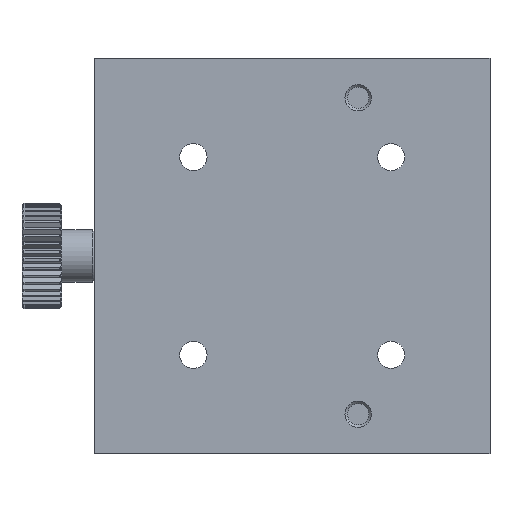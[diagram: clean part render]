
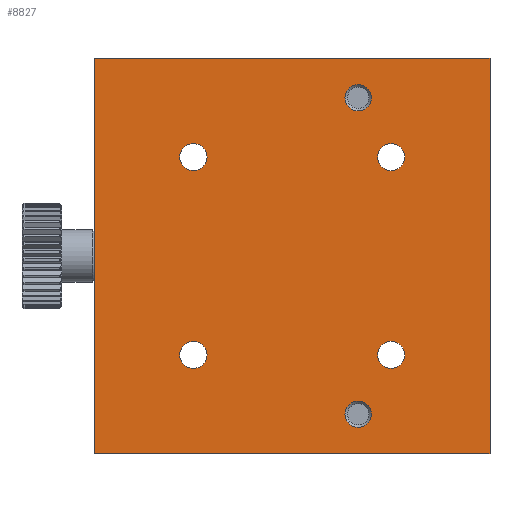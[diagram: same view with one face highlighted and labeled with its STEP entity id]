
A CAD part, front view. The second image highlights one B-rep face of the part: STEP entity #8827.
In plain terms, the highlighted planar face has unit normal (0, -1, 0).
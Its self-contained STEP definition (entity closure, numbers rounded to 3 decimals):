
#31 = ORIENTED_EDGE ( 'NONE', *, *, #660, .T. ) ;
#113 = LINE ( 'NONE', #5147, #10725 ) ;
#227 = LINE ( 'NONE', #1230, #4564 ) ;
#289 = DIRECTION ( 'NONE',  ( -1., 0., 0. ) ) ;
#323 = FACE_BOUND ( 'NONE', #9996, .T. ) ;
#595 = ORIENTED_EDGE ( 'NONE', *, *, #12723, .T. ) ;
#620 = LINE ( 'NONE', #1432, #9060 ) ;
#660 = EDGE_CURVE ( 'NONE', #12679, #3675, #227, .T. ) ;
#747 = DIRECTION ( 'NONE',  ( 0., 1., 0. ) ) ;
#846 = VERTEX_POINT ( 'NONE', #7409 ) ;
#1004 = ORIENTED_EDGE ( 'NONE', *, *, #11378, .T. ) ;
#1230 = CARTESIAN_POINT ( 'NONE',  ( 0., 0., 0. ) ) ;
#1295 = ORIENTED_EDGE ( 'NONE', *, *, #10891, .T. ) ;
#1432 = CARTESIAN_POINT ( 'NONE',  ( 60., 0., -60. ) ) ;
#2030 = CARTESIAN_POINT ( 'NONE',  ( 40., 0., -56. ) ) ;
#2085 = ORIENTED_EDGE ( 'NONE', *, *, #8610, .T. ) ;
#2329 = VERTEX_POINT ( 'NONE', #8137 ) ;
#2455 = AXIS2_PLACEMENT_3D ( 'NONE', #3115, #9888, #6018 ) ;
#2502 = EDGE_CURVE ( 'NONE', #11637, #2833, #12244, .T. ) ;
#2833 = VERTEX_POINT ( 'NONE', #5200 ) ;
#2893 = CARTESIAN_POINT ( 'NONE',  ( 15., 0., -17.067 ) ) ;
#3097 = EDGE_LOOP ( 'NONE', ( #8077 ) ) ;
#3102 = DIRECTION ( 'NONE',  ( 0., 1., 0. ) ) ;
#3115 = CARTESIAN_POINT ( 'NONE',  ( 40., 0., -6. ) ) ;
#3300 = FACE_BOUND ( 'NONE', #5378, .T. ) ;
#3359 = CIRCLE ( 'NONE', #6723, 2.067 ) ;
#3605 = EDGE_CURVE ( 'NONE', #2329, #2329, #3359, .T. ) ;
#3675 = VERTEX_POINT ( 'NONE', #4588 ) ;
#3699 = CIRCLE ( 'NONE', #12103, 2.067 ) ;
#4002 = ORIENTED_EDGE ( 'NONE', *, *, #4825, .T. ) ;
#4251 = EDGE_CURVE ( 'NONE', #3675, #11637, #113, .T. ) ;
#4261 = CARTESIAN_POINT ( 'NONE',  ( 0., 0., -60. ) ) ;
#4507 = AXIS2_PLACEMENT_3D ( 'NONE', #5754, #5625, #12831 ) ;
#4564 = VECTOR ( 'NONE', #289, 1000. ) ;
#4588 = CARTESIAN_POINT ( 'NONE',  ( 0., 0., 0. ) ) ;
#4602 = VECTOR ( 'NONE', #10946, 1000. ) ;
#4825 = EDGE_CURVE ( 'NONE', #2833, #12679, #620, .T. ) ;
#5026 = CARTESIAN_POINT ( 'NONE',  ( 45., 0., -45. ) ) ;
#5147 = CARTESIAN_POINT ( 'NONE',  ( 0., 0., -60. ) ) ;
#5200 = CARTESIAN_POINT ( 'NONE',  ( 60., 0., -60. ) ) ;
#5204 = CIRCLE ( 'NONE', #2455, 2. ) ;
#5378 = EDGE_LOOP ( 'NONE', ( #1004 ) ) ;
#5415 = DIRECTION ( 'NONE',  ( 0., -1., 0. ) ) ;
#5625 = DIRECTION ( 'NONE',  ( 0., 1., 0. ) ) ;
#5744 = EDGE_LOOP ( 'NONE', ( #1295 ) ) ;
#5754 = CARTESIAN_POINT ( 'NONE',  ( 15., 0., -45. ) ) ;
#5844 = CIRCLE ( 'NONE', #12350, 2. ) ;
#6018 = DIRECTION ( 'NONE',  ( 0., 0., -1. ) ) ;
#6204 = DIRECTION ( 'NONE',  ( 0., 0., -1. ) ) ;
#6542 = ORIENTED_EDGE ( 'NONE', *, *, #2502, .T. ) ;
#6569 = DIRECTION ( 'NONE',  ( 0., 1., 0. ) ) ;
#6723 = AXIS2_PLACEMENT_3D ( 'NONE', #10751, #11799, #9824 ) ;
#6764 = DIRECTION ( 'NONE',  ( 0., 0., -1. ) ) ;
#6949 = CARTESIAN_POINT ( 'NONE',  ( 0., 0., -60. ) ) ;
#7258 = FACE_OUTER_BOUND ( 'NONE', #13009, .T. ) ;
#7323 = FACE_BOUND ( 'NONE', #10425, .T. ) ;
#7409 = CARTESIAN_POINT ( 'NONE',  ( 45., 0., -47.067 ) ) ;
#7616 = ORIENTED_EDGE ( 'NONE', *, *, #8118, .T. ) ;
#7667 = CARTESIAN_POINT ( 'NONE',  ( 40., 0., -54. ) ) ;
#8032 = ORIENTED_EDGE ( 'NONE', *, *, #4251, .T. ) ;
#8077 = ORIENTED_EDGE ( 'NONE', *, *, #3605, .T. ) ;
#8100 = VERTEX_POINT ( 'NONE', #2030 ) ;
#8118 = EDGE_CURVE ( 'NONE', #9436, #9436, #10385, .T. ) ;
#8137 = CARTESIAN_POINT ( 'NONE',  ( 45., 0., -17.067 ) ) ;
#8313 = FACE_BOUND ( 'NONE', #5744, .T. ) ;
#8409 = CARTESIAN_POINT ( 'NONE',  ( 60., 0., 0. ) ) ;
#8610 = EDGE_CURVE ( 'NONE', #846, #846, #10807, .T. ) ;
#8827 = ADVANCED_FACE ( 'NONE', ( #7258, #8313, #12300, #3300, #323, #7323, #11329 ), #10340, .T. ) ;
#9060 = VECTOR ( 'NONE', #11570, 1000. ) ;
#9350 = DIRECTION ( 'NONE',  ( 0., 0., -1. ) ) ;
#9436 = VERTEX_POINT ( 'NONE', #11548 ) ;
#9824 = DIRECTION ( 'NONE',  ( 0., 0., -1. ) ) ;
#9888 = DIRECTION ( 'NONE',  ( 0., 1., 0. ) ) ;
#9996 = EDGE_LOOP ( 'NONE', ( #7616 ) ) ;
#10138 = CARTESIAN_POINT ( 'NONE',  ( 40., 0., -8. ) ) ;
#10199 = VERTEX_POINT ( 'NONE', #10138 ) ;
#10340 = PLANE ( 'NONE',  #10406 ) ;
#10385 = CIRCLE ( 'NONE', #4507, 2.067 ) ;
#10399 = CARTESIAN_POINT ( 'NONE',  ( 0., 0., -60. ) ) ;
#10406 = AXIS2_PLACEMENT_3D ( 'NONE', #10399, #5415, #9350 ) ;
#10425 = EDGE_LOOP ( 'NONE', ( #2085 ) ) ;
#10725 = VECTOR ( 'NONE', #6204, 1000. ) ;
#10751 = CARTESIAN_POINT ( 'NONE',  ( 45., 0., -15. ) ) ;
#10807 = CIRCLE ( 'NONE', #11657, 2.067 ) ;
#10856 = EDGE_LOOP ( 'NONE', ( #595 ) ) ;
#10891 = EDGE_CURVE ( 'NONE', #10199, #10199, #5204, .T. ) ;
#10928 = VERTEX_POINT ( 'NONE', #2893 ) ;
#10946 = DIRECTION ( 'NONE',  ( 1., 0., 0. ) ) ;
#11329 = FACE_BOUND ( 'NONE', #3097, .T. ) ;
#11378 = EDGE_CURVE ( 'NONE', #10928, #10928, #3699, .T. ) ;
#11548 = CARTESIAN_POINT ( 'NONE',  ( 15., 0., -47.067 ) ) ;
#11570 = DIRECTION ( 'NONE',  ( 0., 0., 1. ) ) ;
#11637 = VERTEX_POINT ( 'NONE', #4261 ) ;
#11657 = AXIS2_PLACEMENT_3D ( 'NONE', #5026, #3102, #13022 ) ;
#11799 = DIRECTION ( 'NONE',  ( 0., 1., 0. ) ) ;
#12103 = AXIS2_PLACEMENT_3D ( 'NONE', #12656, #747, #6764 ) ;
#12244 = LINE ( 'NONE', #6949, #4602 ) ;
#12300 = FACE_BOUND ( 'NONE', #10856, .T. ) ;
#12350 = AXIS2_PLACEMENT_3D ( 'NONE', #7667, #6569, #12588 ) ;
#12588 = DIRECTION ( 'NONE',  ( 0., 0., -1. ) ) ;
#12656 = CARTESIAN_POINT ( 'NONE',  ( 15., 0., -15. ) ) ;
#12679 = VERTEX_POINT ( 'NONE', #8409 ) ;
#12723 = EDGE_CURVE ( 'NONE', #8100, #8100, #5844, .T. ) ;
#12831 = DIRECTION ( 'NONE',  ( 0., 0., -1. ) ) ;
#13009 = EDGE_LOOP ( 'NONE', ( #6542, #4002, #31, #8032 ) ) ;
#13022 = DIRECTION ( 'NONE',  ( 0., 0., -1. ) ) ;
